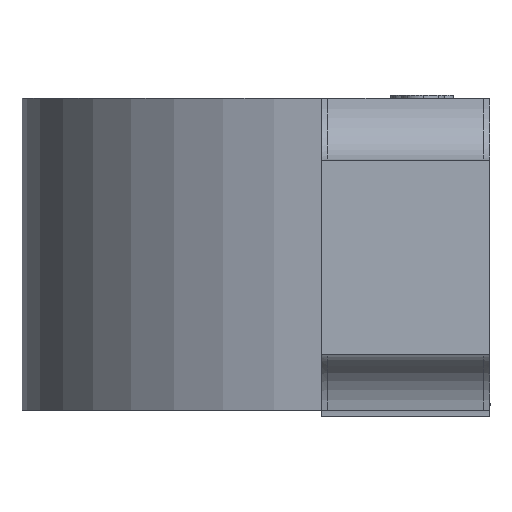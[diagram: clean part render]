
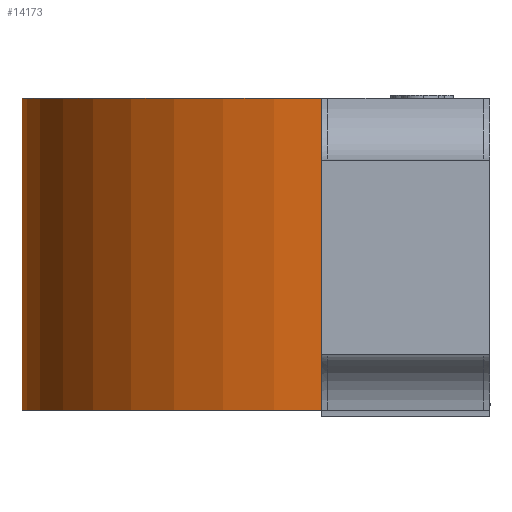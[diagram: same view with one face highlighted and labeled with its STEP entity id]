
A CAD part, left-side view. The second image highlights one B-rep face of the part: STEP entity #14173.
In plain terms, the highlighted cylindrical face has radius 1 mm (diameter 2 mm), a partial arc.
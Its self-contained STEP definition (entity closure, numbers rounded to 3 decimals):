
#469 = CARTESIAN_POINT ( 'NONE',  ( 0., -0.27, 0.25 ) ) ;
#647 = DIRECTION ( 'NONE',  ( 0., 1., 0. ) ) ;
#1201 = CARTESIAN_POINT ( 'NONE',  ( 0., -0.27, 0.25 ) ) ;
#3541 = CARTESIAN_POINT ( 'NONE',  ( 1., -0.25, 0.25 ) ) ;
#3963 = EDGE_LOOP ( 'NONE', ( #6210, #6677, #7488, #13025 ) ) ;
#4481 = AXIS2_PLACEMENT_3D ( 'NONE', #469, #13719, #647 ) ;
#4596 = CARTESIAN_POINT ( 'NONE',  ( -1., -0.25, 1.25 ) ) ;
#4739 = CIRCLE ( 'NONE', #17083, 1. ) ;
#4770 = EDGE_CURVE ( 'NONE', #14366, #5867, #8929, .T. ) ;
#5160 = CYLINDRICAL_SURFACE ( 'NONE', #9232, 1. ) ;
#5867 = VERTEX_POINT ( 'NONE', #4596 ) ;
#6113 = CARTESIAN_POINT ( 'NONE',  ( -1., -0.25, 0.25 ) ) ;
#6210 = ORIENTED_EDGE ( 'NONE', *, *, #14744, .F. ) ;
#6677 = ORIENTED_EDGE ( 'NONE', *, *, #11048, .F. ) ;
#7488 = ORIENTED_EDGE ( 'NONE', *, *, #10620, .T. ) ;
#8520 = LINE ( 'NONE', #3541, #16865 ) ;
#8929 = LINE ( 'NONE', #6113, #15903 ) ;
#9232 = AXIS2_PLACEMENT_3D ( 'NONE', #1201, #11834, #17187 ) ;
#9587 = CARTESIAN_POINT ( 'NONE',  ( 0., -0.27, 1.25 ) ) ;
#9606 = CARTESIAN_POINT ( 'NONE',  ( 1., -0.25, 0.25 ) ) ;
#10003 = VERTEX_POINT ( 'NONE', #12198 ) ;
#10620 = EDGE_CURVE ( 'NONE', #15970, #14366, #13735, .T. ) ;
#11048 = EDGE_CURVE ( 'NONE', #15970, #10003, #8520, .T. ) ;
#11834 = DIRECTION ( 'NONE',  ( 0., 0., 1. ) ) ;
#12198 = CARTESIAN_POINT ( 'NONE',  ( 1., -0.25, 1.25 ) ) ;
#13025 = ORIENTED_EDGE ( 'NONE', *, *, #4770, .T. ) ;
#13715 = DIRECTION ( 'NONE',  ( 0., 1., 0. ) ) ;
#13719 = DIRECTION ( 'NONE',  ( 0., 0., 1. ) ) ;
#13735 = CIRCLE ( 'NONE', #4481, 1. ) ;
#14173 = ADVANCED_FACE ( 'NONE', ( #17020 ), #5160, .T. ) ;
#14317 = DIRECTION ( 'NONE',  ( 0., 0., 1. ) ) ;
#14366 = VERTEX_POINT ( 'NONE', #15958 ) ;
#14744 = EDGE_CURVE ( 'NONE', #10003, #5867, #4739, .T. ) ;
#15064 = DIRECTION ( 'NONE',  ( 0., 0., 1. ) ) ;
#15903 = VECTOR ( 'NONE', #14317, 1000. ) ;
#15958 = CARTESIAN_POINT ( 'NONE',  ( -1., -0.25, 0.25 ) ) ;
#15970 = VERTEX_POINT ( 'NONE', #9606 ) ;
#16707 = DIRECTION ( 'NONE',  ( 0., 0., 1. ) ) ;
#16865 = VECTOR ( 'NONE', #16707, 1000. ) ;
#17020 = FACE_OUTER_BOUND ( 'NONE', #3963, .T. ) ;
#17083 = AXIS2_PLACEMENT_3D ( 'NONE', #9587, #15064, #13715 ) ;
#17187 = DIRECTION ( 'NONE',  ( 0., -1., 0. ) ) ;
